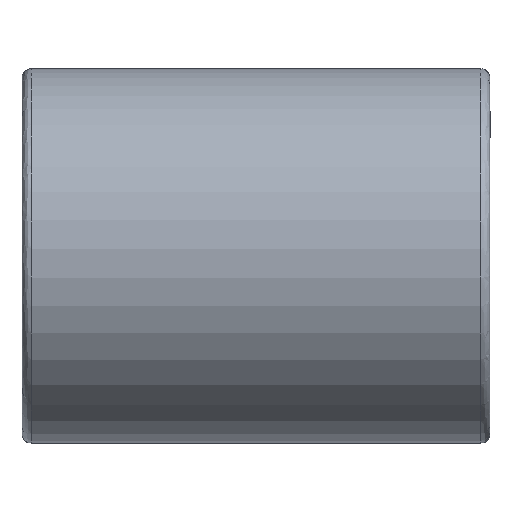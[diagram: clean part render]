
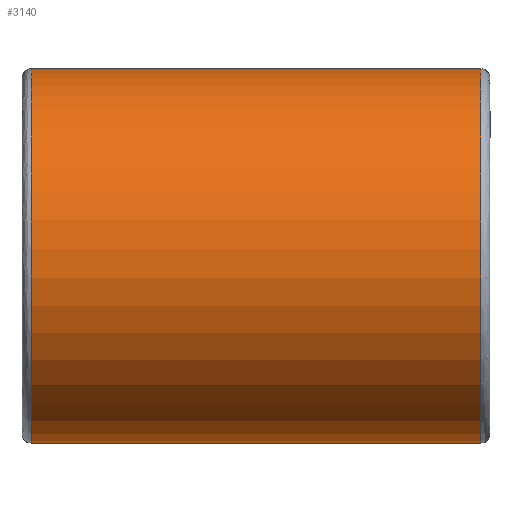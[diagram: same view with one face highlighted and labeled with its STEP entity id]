
A CAD part, front view. The second image highlights one B-rep face of the part: STEP entity #3140.
In plain terms, the highlighted free-form (B-spline) face has degree [3, 1] with [7, 2] control points.
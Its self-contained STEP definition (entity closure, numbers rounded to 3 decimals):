
#10 = CARTESIAN_POINT ('', (49., 0., 20.));
#20 = VERTEX_POINT ('', #10);
#30 = CARTESIAN_POINT ('', (49., 0., -20.));
#40 = VERTEX_POINT ('', #30);
#50 = CARTESIAN_POINT ('', (49., 0., 20.));
#60 = CARTESIAN_POINT ('', (49., 40., 20.));
#70 = CARTESIAN_POINT ('', (49., 40., -20.));
#80 = CARTESIAN_POINT ('', (49., 0., -20.));
#90 = (
   BOUNDED_CURVE ()
   B_SPLINE_CURVE (3, (#50, #60, #70, #80), .UNSPECIFIED., .F., .U.)
   B_SPLINE_CURVE_WITH_KNOTS ((4, 4), (0., 1.), .UNSPECIFIED.)
   CURVE ()
   GEOMETRIC_REPRESENTATION_ITEM ()
   RATIONAL_B_SPLINE_CURVE ((1., 0.333, 0.333, 1.))
   REPRESENTATION_ITEM ('')
);
#100 = EDGE_CURVE ('', #20, #40, #90, .T.);
#470 = CARTESIAN_POINT ('', (49., 0., -20.));
#480 = CARTESIAN_POINT ('', (49., -40., -20.));
#490 = CARTESIAN_POINT ('', (49., -40., 20.));
#500 = CARTESIAN_POINT ('', (49., 0., 20.));
#510 = (
   BOUNDED_CURVE ()
   B_SPLINE_CURVE (3, (#470, #480, #490, #500), .UNSPECIFIED., .F., .U.)
   B_SPLINE_CURVE_WITH_KNOTS ((4, 4), (0., 1.), .UNSPECIFIED.)
   CURVE ()
   GEOMETRIC_REPRESENTATION_ITEM ()
   RATIONAL_B_SPLINE_CURVE ((1., 0.333, 0.333, 1.))
   REPRESENTATION_ITEM ('')
);
#520 = EDGE_CURVE ('', #40, #20, #510, .T.);
#2270 = CARTESIAN_POINT ('', (1., 0., 20.));
#2280 = VERTEX_POINT ('', #2270);
#2360 = CARTESIAN_POINT ('', (1., 0., -20.));
#2370 = VERTEX_POINT ('', #2360);
#2380 = CARTESIAN_POINT ('', (1., 0., 20.));
#2390 = CARTESIAN_POINT ('', (1., 40., 20.));
#2400 = CARTESIAN_POINT ('', (1., 40., -20.));
#2410 = CARTESIAN_POINT ('', (1., 0., -20.));
#2420 = (
   BOUNDED_CURVE ()
   B_SPLINE_CURVE (3, (#2380, #2390, #2400, #2410), .UNSPECIFIED., .F., .U.)
   B_SPLINE_CURVE_WITH_KNOTS ((4, 4), (0., 1.), .UNSPECIFIED.)
   CURVE ()
   GEOMETRIC_REPRESENTATION_ITEM ()
   RATIONAL_B_SPLINE_CURVE ((0.957, 0.319, 0.319, 0.957))
   REPRESENTATION_ITEM ('')
);
#2430 = EDGE_CURVE ('', #2280, #2370, #2420, .T.);
#2450 = CARTESIAN_POINT ('', (1., 0., -20.));
#2460 = CARTESIAN_POINT ('', (1., -40., -20.));
#2470 = CARTESIAN_POINT ('', (1., -40., 20.));
#2480 = CARTESIAN_POINT ('', (1., 0., 20.));
#2490 = (
   BOUNDED_CURVE ()
   B_SPLINE_CURVE (3, (#2450, #2460, #2470, #2480), .UNSPECIFIED., .F., .U.)
   B_SPLINE_CURVE_WITH_KNOTS ((4, 4), (0., 1.), .UNSPECIFIED.)
   CURVE ()
   GEOMETRIC_REPRESENTATION_ITEM ()
   RATIONAL_B_SPLINE_CURVE ((0.957, 0.319, 0.319, 0.957))
   REPRESENTATION_ITEM ('')
);
#2500 = EDGE_CURVE ('', #2370, #2280, #2490, .T.);
#2870 = ORIENTED_EDGE ('', *, *, #100, .T.);
#2880 = CARTESIAN_POINT ('', (49., 0., -20.));
#2890 = CARTESIAN_POINT ('', (1., 0., -20.));
#2900 = B_SPLINE_CURVE_WITH_KNOTS ('', 1, (#2880, #2890), .UNSPECIFIED., .F., .U., (2, 2), (0., 1.), .UNSPECIFIED.);
#2910 = EDGE_CURVE ('', #40, #2370, #2900, .T.);
#2920 = ORIENTED_EDGE ('', *, *, #2910, .T.);
#2930 = ORIENTED_EDGE ('', *, *, #2430, .F.);
#2940 = ORIENTED_EDGE ('', *, *, #2500, .F.);
#2950 = ORIENTED_EDGE ('', *, *, #2910, .F.);
#2960 = ORIENTED_EDGE ('', *, *, #520, .T.);
#2970 = EDGE_LOOP ('', (#2870, #2920, #2930, #2940, #2950, #2960));
#2980 = FACE_OUTER_BOUND ('', #2970, .T.);
#2990 = CARTESIAN_POINT ('', (-3.8, 0., -20.));
#3000 = CARTESIAN_POINT ('', (53.8, 0., -20.));
#3010 = CARTESIAN_POINT ('', (-3.8, 40., -20.));
#3020 = CARTESIAN_POINT ('', (53.8, 40., -20.));
#3030 = CARTESIAN_POINT ('', (-3.8, 40., 20.));
#3040 = CARTESIAN_POINT ('', (53.8, 40., 20.));
#3050 = CARTESIAN_POINT ('', (-3.8, 0., 20.));
#3060 = CARTESIAN_POINT ('', (53.8, 0., 20.));
#3070 = CARTESIAN_POINT ('', (-3.8, -40., 20.));
#3080 = CARTESIAN_POINT ('', (53.8, -40., 20.));
#3090 = CARTESIAN_POINT ('', (-3.8, -40., -20.));
#3100 = CARTESIAN_POINT ('', (53.8, -40., -20.));
#3110 = CARTESIAN_POINT ('', (-3.8, 0., -20.));
#3120 = CARTESIAN_POINT ('', (53.8, 0., -20.));
#3130 = (
   BOUNDED_SURFACE ()
   B_SPLINE_SURFACE (3, 1, ((#2990, #3000), (#3010, #3020), (#3030, #3040), (#3050, #3060), (#3070, #3080), (#3090, #3100), (#3110, #3120)), .UNSPECIFIED., .T., .F., .U.)
   B_SPLINE_SURFACE_WITH_KNOTS ((4, 3, 4), (2, 2), (0., 0.5, 1.), (0., 1.), .UNSPECIFIED.)
   SURFACE ()
   GEOMETRIC_REPRESENTATION_ITEM ()
   RATIONAL_B_SPLINE_SURFACE (((1., 1.), (0.333, 0.333), (0.333, 0.333), (1., 1.), (0.333, 0.333), (0.333, 0.333), (1., 1.)))
   REPRESENTATION_ITEM ('')
);
#3140 = ADVANCED_FACE ('', (#2980), #3130, .T.);
